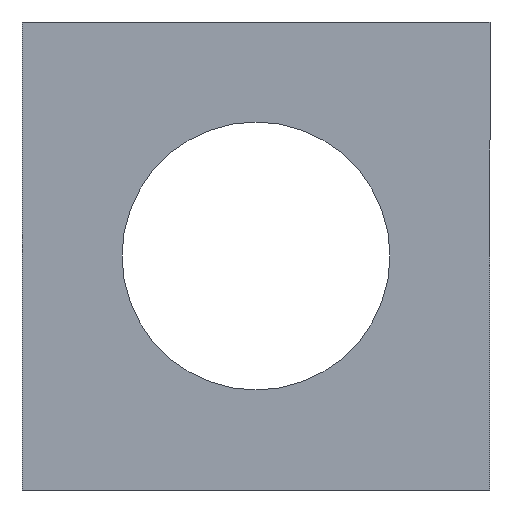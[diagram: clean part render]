
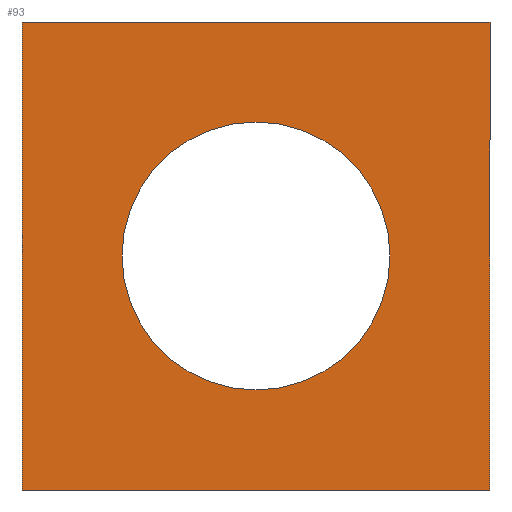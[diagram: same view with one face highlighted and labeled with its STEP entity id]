
A CAD part, front view. The second image highlights one B-rep face of the part: STEP entity #93.
In plain terms, the highlighted planar face has unit normal (0, -1, 0).
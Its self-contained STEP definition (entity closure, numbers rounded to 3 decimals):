
#10 = DIRECTION ( 'NONE',  ( 0., 1., 0. ) ) ;
#12 = ORIENTED_EDGE ( 'NONE', *, *, #217, .F. ) ;
#19 = ORIENTED_EDGE ( 'NONE', *, *, #75, .F. ) ;
#25 = CARTESIAN_POINT ( 'NONE',  ( 191.25, -7., -191.25 ) ) ;
#26 = PLANE ( 'NONE',  #254 ) ;
#27 = DIRECTION ( 'NONE',  ( 1., 0., 0. ) ) ;
#28 = FACE_OUTER_BOUND ( 'NONE', #37, .T. ) ;
#32 = ORIENTED_EDGE ( 'NONE', *, *, #170, .F. ) ;
#33 = CARTESIAN_POINT ( 'NONE',  ( -191.25, -7., -191.25 ) ) ;
#35 = VERTEX_POINT ( 'NONE', #245 ) ;
#36 = CIRCLE ( 'NONE', #135, 109.5 ) ;
#37 = EDGE_LOOP ( 'NONE', ( #12, #19, #207, #32 ) ) ;
#54 = CARTESIAN_POINT ( 'NONE',  ( 0., -7., -109.5 ) ) ;
#59 = DIRECTION ( 'NONE',  ( 0., 0., -1. ) ) ;
#66 = DIRECTION ( 'NONE',  ( 0., 0., 1. ) ) ;
#68 = EDGE_CURVE ( 'NONE', #151, #193, #87, .T. ) ;
#75 = EDGE_CURVE ( 'NONE', #108, #102, #157, .T. ) ;
#80 = VECTOR ( 'NONE', #27, 1000. ) ;
#81 = DIRECTION ( 'NONE',  ( 0., 0., 1. ) ) ;
#86 = EDGE_LOOP ( 'NONE', ( #144, #190 ) ) ;
#87 = CIRCLE ( 'NONE', #174, 109.5 ) ;
#93 = ADVANCED_FACE ( 'NONE', ( #242, #28 ), #26, .F. ) ;
#99 = DIRECTION ( 'NONE',  ( 0., 1., 0. ) ) ;
#102 = VERTEX_POINT ( 'NONE', #181 ) ;
#108 = VERTEX_POINT ( 'NONE', #25 ) ;
#114 = CARTESIAN_POINT ( 'NONE',  ( -191.25, -7., 191.25 ) ) ;
#116 = DIRECTION ( 'NONE',  ( 0., 0., 1. ) ) ;
#135 = AXIS2_PLACEMENT_3D ( 'NONE', #234, #99, #148 ) ;
#144 = ORIENTED_EDGE ( 'NONE', *, *, #68, .T. ) ;
#145 = LINE ( 'NONE', #240, #269 ) ;
#148 = DIRECTION ( 'NONE',  ( 0., 0., 1. ) ) ;
#151 = VERTEX_POINT ( 'NONE', #248 ) ;
#157 = LINE ( 'NONE', #263, #172 ) ;
#165 = DIRECTION ( 'NONE',  ( -1., 0., 0. ) ) ;
#169 = CARTESIAN_POINT ( 'NONE',  ( -191.25, -7., 191.25 ) ) ;
#170 = EDGE_CURVE ( 'NONE', #226, #35, #194, .T. ) ;
#172 = VECTOR ( 'NONE', #165, 1000. ) ;
#174 = AXIS2_PLACEMENT_3D ( 'NONE', #229, #267, #66 ) ;
#175 = EDGE_CURVE ( 'NONE', #193, #151, #36, .T. ) ;
#181 = CARTESIAN_POINT ( 'NONE',  ( -191.25, -7., -191.25 ) ) ;
#190 = ORIENTED_EDGE ( 'NONE', *, *, #175, .T. ) ;
#192 = EDGE_CURVE ( 'NONE', #35, #108, #145, .T. ) ;
#193 = VERTEX_POINT ( 'NONE', #54 ) ;
#194 = LINE ( 'NONE', #169, #80 ) ;
#207 = ORIENTED_EDGE ( 'NONE', *, *, #192, .F. ) ;
#217 = EDGE_CURVE ( 'NONE', #102, #226, #227, .T. ) ;
#219 = VECTOR ( 'NONE', #81, 1000. ) ;
#226 = VERTEX_POINT ( 'NONE', #114 ) ;
#227 = LINE ( 'NONE', #33, #219 ) ;
#229 = CARTESIAN_POINT ( 'NONE',  ( 0., -7., 0. ) ) ;
#234 = CARTESIAN_POINT ( 'NONE',  ( 0., -7., 0. ) ) ;
#240 = CARTESIAN_POINT ( 'NONE',  ( 191.25, -7., -191.25 ) ) ;
#242 = FACE_BOUND ( 'NONE', #86, .T. ) ;
#245 = CARTESIAN_POINT ( 'NONE',  ( 191.25, -7., 191.25 ) ) ;
#248 = CARTESIAN_POINT ( 'NONE',  ( 0., -7., 109.5 ) ) ;
#254 = AXIS2_PLACEMENT_3D ( 'NONE', #265, #10, #116 ) ;
#263 = CARTESIAN_POINT ( 'NONE',  ( -191.25, -7., -191.25 ) ) ;
#265 = CARTESIAN_POINT ( 'NONE',  ( -191.25, -7., 191.25 ) ) ;
#267 = DIRECTION ( 'NONE',  ( 0., 1., 0. ) ) ;
#269 = VECTOR ( 'NONE', #59, 1000. ) ;
